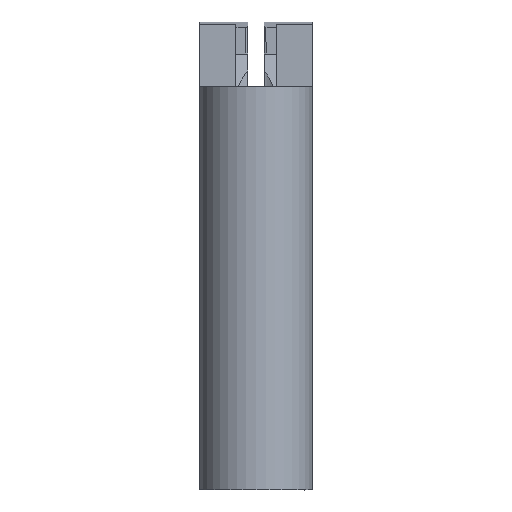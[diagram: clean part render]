
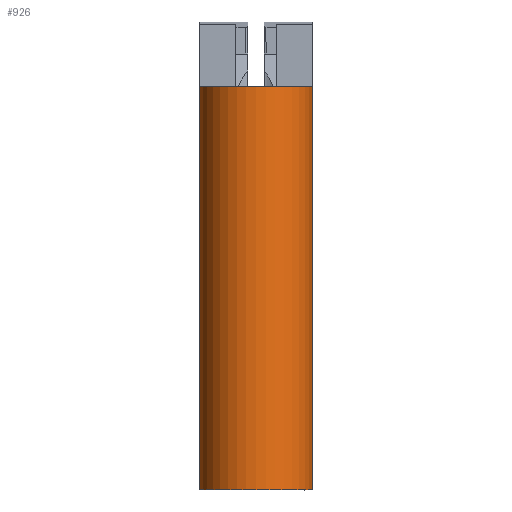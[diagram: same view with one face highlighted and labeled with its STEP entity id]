
A CAD part, front view. The second image highlights one B-rep face of the part: STEP entity #926.
In plain terms, the highlighted cylindrical face has radius 7 mm (diameter 14 mm), a partial arc.
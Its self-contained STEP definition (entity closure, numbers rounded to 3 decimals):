
#582 = CIRCLE ( 'NONE', #7948, 7. ) ;
#926 = ADVANCED_FACE ( 'NONE', ( #4119 ), #1326, .T. ) ;
#1209 = DIRECTION ( 'NONE',  ( -1., 0., 0. ) ) ;
#1326 = CYLINDRICAL_SURFACE ( 'NONE', #6356, 7. ) ;
#1378 = VERTEX_POINT ( 'NONE', #6004 ) ;
#1452 = AXIS2_PLACEMENT_3D ( 'NONE', #4859, #6348, #1209 ) ;
#1699 = DIRECTION ( 'NONE',  ( 0., 0., -1. ) ) ;
#1922 = EDGE_LOOP ( 'NONE', ( #4752, #8938, #2663, #4557 ) ) ;
#2297 = CARTESIAN_POINT ( 'NONE',  ( 7., -9., 50. ) ) ;
#2431 = EDGE_CURVE ( 'NONE', #4093, #2854, #582, .T. ) ;
#2607 = LINE ( 'NONE', #5954, #8136 ) ;
#2655 = CARTESIAN_POINT ( 'NONE',  ( 7., -9., 58. ) ) ;
#2663 = ORIENTED_EDGE ( 'NONE', *, *, #2905, .T. ) ;
#2854 = VERTEX_POINT ( 'NONE', #5570 ) ;
#2905 = EDGE_CURVE ( 'NONE', #2854, #1378, #2607, .T. ) ;
#3092 = DIRECTION ( 'NONE',  ( 0., 0., -1. ) ) ;
#3153 = CARTESIAN_POINT ( 'NONE',  ( 0., -9., 50. ) ) ;
#3366 = CARTESIAN_POINT ( 'NONE',  ( 0., -9., 58. ) ) ;
#3498 = EDGE_CURVE ( 'NONE', #4093, #8164, #3713, .T. ) ;
#3501 = VECTOR ( 'NONE', #1699, 1000. ) ;
#3713 = LINE ( 'NONE', #2655, #3501 ) ;
#4093 = VERTEX_POINT ( 'NONE', #2297 ) ;
#4119 = FACE_OUTER_BOUND ( 'NONE', #1922, .T. ) ;
#4557 = ORIENTED_EDGE ( 'NONE', *, *, #9020, .T. ) ;
#4752 = ORIENTED_EDGE ( 'NONE', *, *, #3498, .F. ) ;
#4859 = CARTESIAN_POINT ( 'NONE',  ( 0., -9., 0. ) ) ;
#5274 = DIRECTION ( 'NONE',  ( -1., 0., 0. ) ) ;
#5570 = CARTESIAN_POINT ( 'NONE',  ( -7., -9., 50. ) ) ;
#5954 = CARTESIAN_POINT ( 'NONE',  ( -7., -9., 58. ) ) ;
#6004 = CARTESIAN_POINT ( 'NONE',  ( -7., -9., 0. ) ) ;
#6348 = DIRECTION ( 'NONE',  ( 0., 0., 1. ) ) ;
#6356 = AXIS2_PLACEMENT_3D ( 'NONE', #3366, #6949, #9155 ) ;
#6949 = DIRECTION ( 'NONE',  ( 0., 0., -1. ) ) ;
#7403 = CARTESIAN_POINT ( 'NONE',  ( 7., -9., 0. ) ) ;
#7467 = CIRCLE ( 'NONE', #1452, 7. ) ;
#7948 = AXIS2_PLACEMENT_3D ( 'NONE', #3153, #3092, #5274 ) ;
#8136 = VECTOR ( 'NONE', #8149, 1000. ) ;
#8149 = DIRECTION ( 'NONE',  ( 0., 0., -1. ) ) ;
#8164 = VERTEX_POINT ( 'NONE', #7403 ) ;
#8938 = ORIENTED_EDGE ( 'NONE', *, *, #2431, .T. ) ;
#9020 = EDGE_CURVE ( 'NONE', #1378, #8164, #7467, .T. ) ;
#9155 = DIRECTION ( 'NONE',  ( -1., 0., 0. ) ) ;
